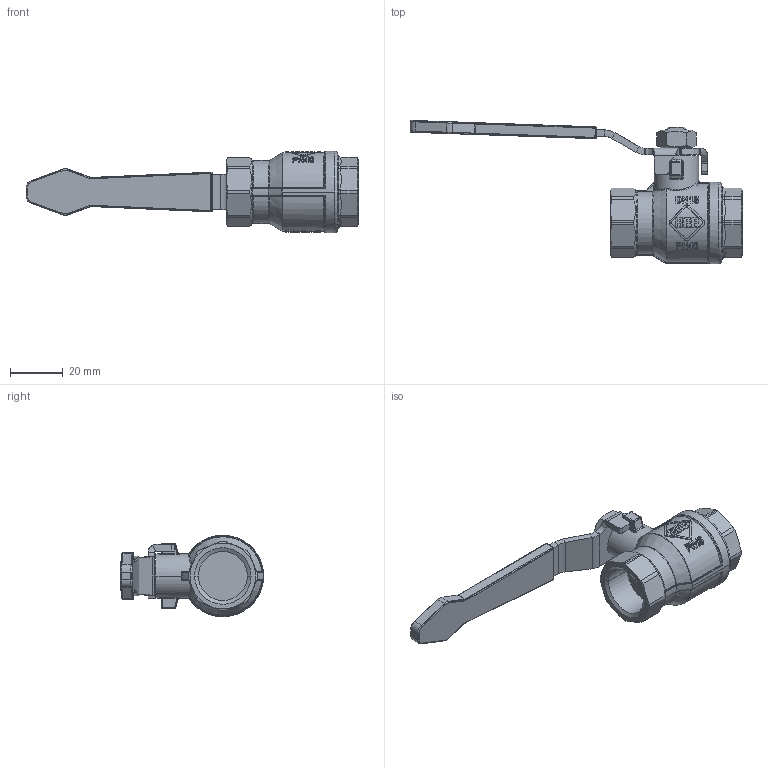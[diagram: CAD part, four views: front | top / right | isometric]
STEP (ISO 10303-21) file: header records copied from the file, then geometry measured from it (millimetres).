
FILE_DESCRIPTION(('STEP AP214'),'1');
FILE_NAME('valve_990-1_2.stp','2018-02-09T09:11:57',('TraceParts'),('TraceParts S.A.'),'Spatial InterOp 3D',' ',' ');
FILE_SCHEMA(('automotive_design'));
Length unit declared in the file: millimetre
Products named in the file (1): Volumenkörper2
Bounding box: 126.46 x 54.51 x 31 mm (x, y, z)
Volume: 33902.1 mm3; surface area: 12515.3 mm2
Topology: 1 solids, 1 shells, 1146 faces, 3006 edges, 1931 vertices
Faces by surface type: plane 453, bspline 322, cylinder 256, torus 49, cone 46, sphere 20
Entity records: 50762 total; most frequent: CARTESIAN_POINT 15259, ORIENTED_EDGE 5988, DIRECTION 4657, EDGE_CURVE 2994, VERTEX_POINT 1931, AXIS2_PLACEMENT_3D 1602, LINE 1453, VECTOR 1453
